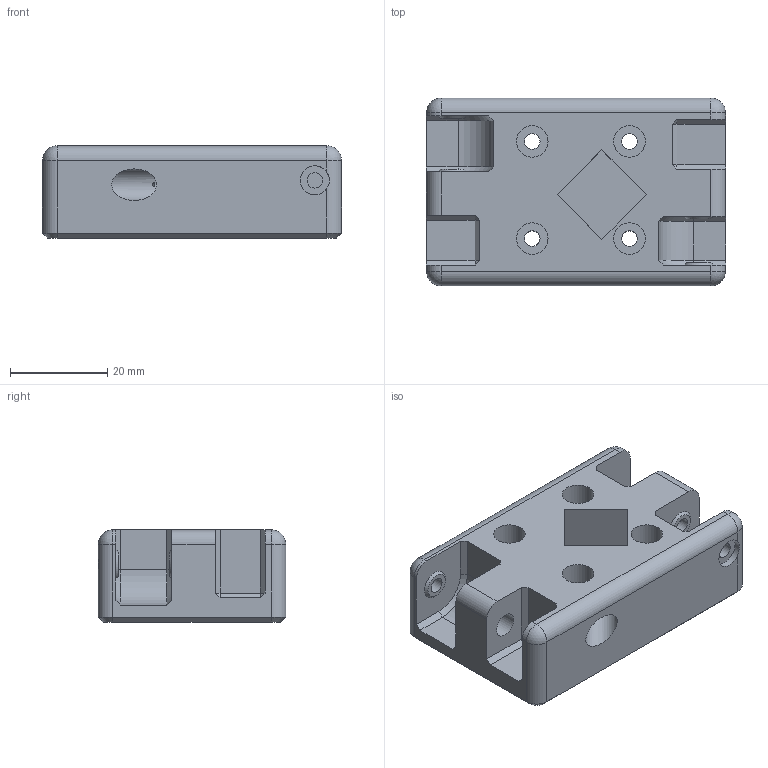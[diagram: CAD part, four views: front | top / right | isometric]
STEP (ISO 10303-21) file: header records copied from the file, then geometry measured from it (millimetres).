
FILE_DESCRIPTION(/* description */ (''),/* implementation_level */ '2;1');
FILE_NAME(/* name */ 'Step''s/1-Xaxis_Mount_Right_Squire v5.step',/* time_stamp */ '2019-10-20T17:04:09-04:00',/* author */ (''),/* organization */ (''),/* preprocessor_version */ 'ST-DEVELOPER v18',/* originating_system */ 'Autodesk Translation Framework v8.6.0.1094',/* authorisation */ '');
FILE_SCHEMA (('AUTOMOTIVE_DESIGN { 1 0 10303 214 3 1 1 }'));
Length unit declared in the file: millimetre
Products named in the file (1): 1-Xaxis_Mount_Right_Squire
Bounding box: 61.5 x 38.6 x 19 mm (x, y, z)
Volume: 33256.6 mm3; surface area: 11456.1 mm2
Topology: 1 solids, 1 shells, 114 faces, 265 edges, 165 vertices
Faces by surface type: plane 66, cylinder 32, cone 12, sphere 4
Full cylindrical faces by diameter (mm): 3 x1, 3.2 x8, 5 x2, 6 x2, 6.5 x5
Entity records: 3339 total; most frequent: CARTESIAN_POINT 598, DIRECTION 576, ORIENTED_EDGE 530, EDGE_CURVE 265, AXIS2_PLACEMENT_3D 200, LINE 176, VECTOR 176, VERTEX_POINT 165
